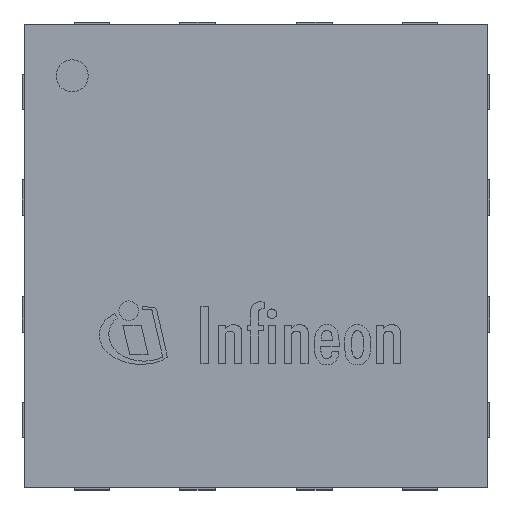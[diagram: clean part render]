
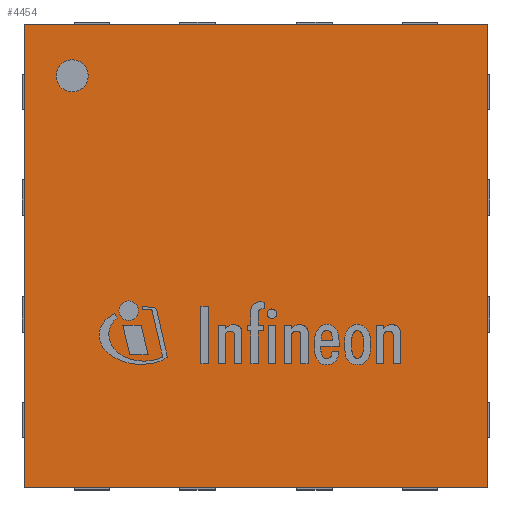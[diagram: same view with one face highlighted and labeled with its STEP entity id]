
A CAD part, top view. The second image highlights one B-rep face of the part: STEP entity #4454.
In plain terms, the highlighted planar face has unit normal (0, 0, 1).
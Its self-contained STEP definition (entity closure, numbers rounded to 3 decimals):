
#158=LINE('',#6225,#727);
#161=LINE('',#6231,#730);
#164=LINE('',#6237,#733);
#167=LINE('',#6241,#736);
#727=VECTOR('',#5082,1.);
#730=VECTOR('',#5087,1.);
#733=VECTOR('',#5092,1.);
#736=VECTOR('',#5097,1.);
#1300=PLANE('',#4791);
#1563=FACE_BOUND('',#1872,.T.);
#1578=FACE_OUTER_BOUND('',#1871,.T.);
#1871=EDGE_LOOP('',(#3230,#3231,#3232,#3233));
#1872=EDGE_LOOP('',(#3234));
#2164=CIRCLE('',#4783,0.069);
#2176=VERTEX_POINT('',#6213);
#2180=VERTEX_POINT('',#6222);
#2181=VERTEX_POINT('',#6224);
#2183=VERTEX_POINT('',#6230);
#2185=VERTEX_POINT('',#6236);
#2590=EDGE_CURVE('',#2176,#2176,#2164,.T.);
#2594=EDGE_CURVE('',#2181,#2180,#158,.T.);
#2597=EDGE_CURVE('',#2183,#2181,#161,.T.);
#2600=EDGE_CURVE('',#2185,#2183,#164,.T.);
#2603=EDGE_CURVE('',#2180,#2185,#167,.T.);
#3230=ORIENTED_EDGE('',*,*,#2603,.T.);
#3231=ORIENTED_EDGE('',*,*,#2600,.T.);
#3232=ORIENTED_EDGE('',*,*,#2597,.T.);
#3233=ORIENTED_EDGE('',*,*,#2594,.T.);
#3234=ORIENTED_EDGE('',*,*,#2590,.T.);
#4454=ADVANCED_FACE('',(#1578,#1563),#1300,.T.);
#4783=AXIS2_PLACEMENT_3D('',#6214,#5072,#5073);
#4791=AXIS2_PLACEMENT_3D('',#6243,#5100,#5101);
#5072=DIRECTION('center_axis',(0.,0.,-1.));
#5073=DIRECTION('ref_axis',(-1.,0.,0.));
#5082=DIRECTION('',(0.,1.,0.));
#5087=DIRECTION('',(1.,0.,0.));
#5092=DIRECTION('',(0.,-1.,0.));
#5097=DIRECTION('',(-1.,0.,0.));
#5100=DIRECTION('center_axis',(0.,0.,1.));
#5101=DIRECTION('ref_axis',(1.,0.,0.));
#6213=CARTESIAN_POINT('',(-0.717,0.769,0.6));
#6214=CARTESIAN_POINT('Origin',(-0.786,0.769,0.6));
#6222=CARTESIAN_POINT('',(0.99,0.99,0.6));
#6224=CARTESIAN_POINT('',(0.99,-0.99,0.6));
#6225=CARTESIAN_POINT('',(0.99,0.99,0.6));
#6230=CARTESIAN_POINT('',(-0.99,-0.99,0.6));
#6231=CARTESIAN_POINT('',(0.99,-0.99,0.6));
#6236=CARTESIAN_POINT('',(-0.99,0.99,0.6));
#6237=CARTESIAN_POINT('',(-0.99,-0.99,0.6));
#6241=CARTESIAN_POINT('',(-0.99,0.99,0.6));
#6243=CARTESIAN_POINT('Origin',(0.,0.,0.6));
